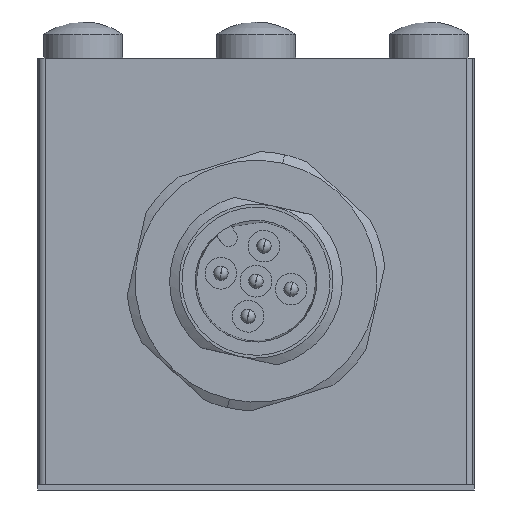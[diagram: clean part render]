
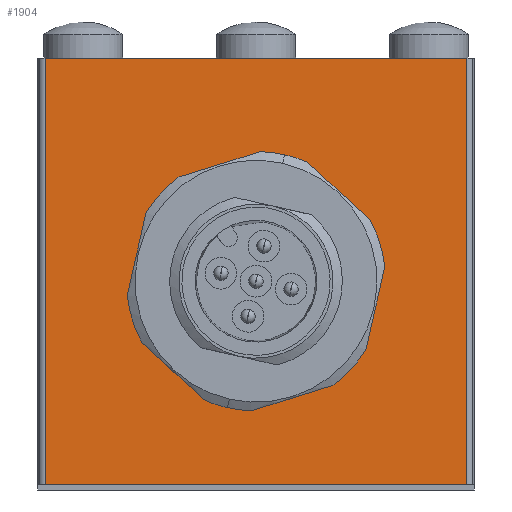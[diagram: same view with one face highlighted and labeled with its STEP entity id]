
A CAD part, front view. The second image highlights one B-rep face of the part: STEP entity #1904.
In plain terms, the highlighted planar face has unit normal (0, -1, 0).
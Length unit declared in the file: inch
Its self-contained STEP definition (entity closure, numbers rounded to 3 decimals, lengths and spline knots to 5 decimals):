
#312 = LINE ( 'NONE', #14940, #5711 ) ;
#571 = EDGE_CURVE ( 'NONE', #15464, #6109, #4660, .T. ) ;
#615 = DIRECTION ( 'NONE',  ( 0., 1., 0. ) ) ;
#784 = EDGE_CURVE ( 'NONE', #7370, #15464, #4393, .T. ) ;
#1145 = DIRECTION ( 'NONE',  ( 1., 0., 0. ) ) ;
#1198 = FACE_OUTER_BOUND ( 'NONE', #13928, .T. ) ;
#1270 = DIRECTION ( 'NONE',  ( 1., 0., 0. ) ) ;
#1637 = ORIENTED_EDGE ( 'NONE', *, *, #571, .T. ) ;
#1702 = DIRECTION ( 'NONE',  ( 0., 0., -1. ) ) ;
#1721 = CARTESIAN_POINT ( 'NONE',  ( 0.57677, -2.14567, 1.1811 ) ) ;
#1884 = DIRECTION ( 'NONE',  ( 1., 0., 0. ) ) ;
#1904 = ADVANCED_FACE ( 'NONE', ( #10579, #1198 ), #11243, .T. ) ;
#1975 = ORIENTED_EDGE ( 'NONE', *, *, #784, .T. ) ;
#1978 = DIRECTION ( 'NONE',  ( 0., 0., -1. ) ) ;
#2100 = LINE ( 'NONE', #8286, #3747 ) ;
#2383 = ORIENTED_EDGE ( 'NONE', *, *, #8526, .T. ) ;
#2399 = ORIENTED_EDGE ( 'NONE', *, *, #5921, .T. ) ;
#3123 = LINE ( 'NONE', #8485, #15510 ) ;
#3345 = AXIS2_PLACEMENT_3D ( 'NONE', #6749, #615, #1884 ) ;
#3456 = ORIENTED_EDGE ( 'NONE', *, *, #10143, .F. ) ;
#3618 = VERTEX_POINT ( 'NONE', #1721 ) ;
#3747 = VECTOR ( 'NONE', #11942, 39.37008 ) ;
#3808 = CARTESIAN_POINT ( 'NONE',  ( 0.47244, -2.14567, 1.1811 ) ) ;
#4100 = VERTEX_POINT ( 'NONE', #15524 ) ;
#4393 = LINE ( 'NONE', #3808, #5150 ) ;
#4660 = LINE ( 'NONE', #6669, #13122 ) ;
#5150 = VECTOR ( 'NONE', #14712, 39.37008 ) ;
#5203 = DIRECTION ( 'NONE',  ( 0., -1., 0. ) ) ;
#5711 = VECTOR ( 'NONE', #7925, 39.37008 ) ;
#5910 = VECTOR ( 'NONE', #1978, 39.37008 ) ;
#5921 = EDGE_CURVE ( 'NONE', #14295, #4100, #12575, .T. ) ;
#6109 = VERTEX_POINT ( 'NONE', #12938 ) ;
#6336 = CARTESIAN_POINT ( 'NONE',  ( 0.47244, -2.14567, 1.1811 ) ) ;
#6481 = CIRCLE ( 'NONE', #12866, 0.31496 ) ;
#6669 = CARTESIAN_POINT ( 'NONE',  ( -0.47244, -2.14567, 1.1811 ) ) ;
#6749 = CARTESIAN_POINT ( 'NONE',  ( 0., -2.14567, 0.57087 ) ) ;
#7044 = ORIENTED_EDGE ( 'NONE', *, *, #14753, .T. ) ;
#7180 = CARTESIAN_POINT ( 'NONE',  ( 0.57677, -2.14567, 0.01575 ) ) ;
#7181 = CARTESIAN_POINT ( 'NONE',  ( -0.57677, -2.14567, 0.01575 ) ) ;
#7296 = DIRECTION ( 'NONE',  ( 0., 1., 0. ) ) ;
#7370 = VERTEX_POINT ( 'NONE', #6336 ) ;
#7925 = DIRECTION ( 'NONE',  ( -1., 0., 0. ) ) ;
#8148 = VERTEX_POINT ( 'NONE', #7180 ) ;
#8286 = CARTESIAN_POINT ( 'NONE',  ( -0.57677, -2.14567, 0.01575 ) ) ;
#8347 = CARTESIAN_POINT ( 'NONE',  ( 0., -2.14567, 0.57087 ) ) ;
#8485 = CARTESIAN_POINT ( 'NONE',  ( -0.57677, -2.14567, 0.01575 ) ) ;
#8526 = EDGE_CURVE ( 'NONE', #3618, #7370, #312, .T. ) ;
#8818 = EDGE_LOOP ( 'NONE', ( #8892, #2399 ) ) ;
#8892 = ORIENTED_EDGE ( 'NONE', *, *, #15451, .T. ) ;
#9004 = CARTESIAN_POINT ( 'NONE',  ( 0.59646, -2.14567, 0. ) ) ;
#9906 = ORIENTED_EDGE ( 'NONE', *, *, #15274, .F. ) ;
#10143 = EDGE_CURVE ( 'NONE', #14481, #6109, #2100, .T. ) ;
#10573 = DIRECTION ( 'NONE',  ( -1., 0., 0. ) ) ;
#10579 = FACE_BOUND ( 'NONE', #8818, .T. ) ;
#10746 = CARTESIAN_POINT ( 'NONE',  ( -0.47244, -2.14567, 1.1811 ) ) ;
#10792 = AXIS2_PLACEMENT_3D ( 'NONE', #9004, #5203, #1702 ) ;
#11243 = PLANE ( 'NONE',  #10792 ) ;
#11942 = DIRECTION ( 'NONE',  ( 0., 0., 1. ) ) ;
#12575 = CIRCLE ( 'NONE', #3345, 0.31496 ) ;
#12866 = AXIS2_PLACEMENT_3D ( 'NONE', #8347, #7296, #1145 ) ;
#12938 = CARTESIAN_POINT ( 'NONE',  ( -0.57677, -2.14567, 1.1811 ) ) ;
#13122 = VECTOR ( 'NONE', #10573, 39.37008 ) ;
#13928 = EDGE_LOOP ( 'NONE', ( #7044, #9906, #2383, #1975, #1637, #3456 ) ) ;
#13932 = CARTESIAN_POINT ( 'NONE',  ( -0.31496, -2.14567, 0.57087 ) ) ;
#14083 = CARTESIAN_POINT ( 'NONE',  ( 0.57677, -2.14567, 1.1811 ) ) ;
#14158 = LINE ( 'NONE', #14083, #5910 ) ;
#14295 = VERTEX_POINT ( 'NONE', #13932 ) ;
#14481 = VERTEX_POINT ( 'NONE', #7181 ) ;
#14712 = DIRECTION ( 'NONE',  ( -1., 0., 0. ) ) ;
#14753 = EDGE_CURVE ( 'NONE', #14481, #8148, #3123, .T. ) ;
#14940 = CARTESIAN_POINT ( 'NONE',  ( 0.57677, -2.14567, 1.1811 ) ) ;
#15274 = EDGE_CURVE ( 'NONE', #3618, #8148, #14158, .T. ) ;
#15451 = EDGE_CURVE ( 'NONE', #4100, #14295, #6481, .T. ) ;
#15464 = VERTEX_POINT ( 'NONE', #10746 ) ;
#15510 = VECTOR ( 'NONE', #1270, 39.37008 ) ;
#15524 = CARTESIAN_POINT ( 'NONE',  ( 0.31496, -2.14567, 0.57087 ) ) ;
